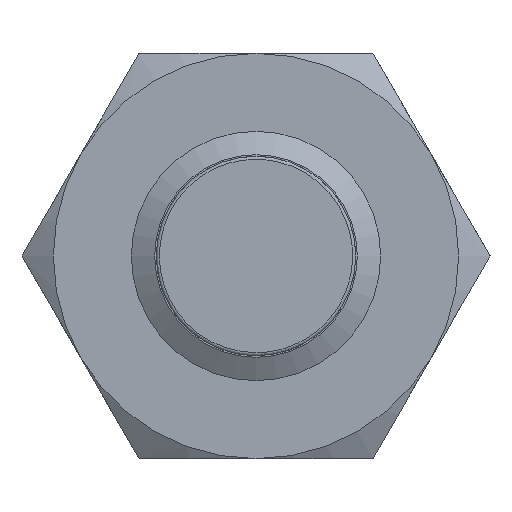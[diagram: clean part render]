
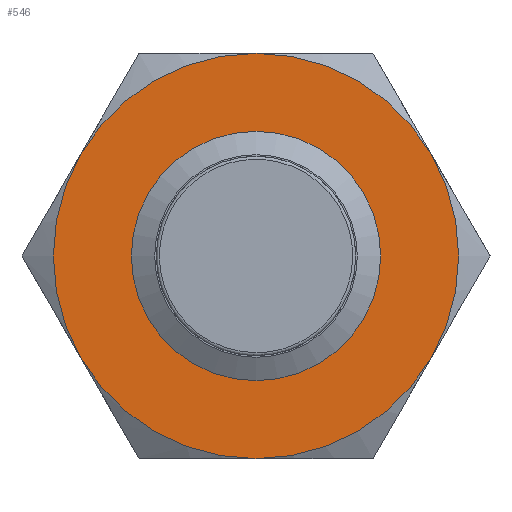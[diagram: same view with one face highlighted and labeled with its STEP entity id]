
A CAD part, left-side view. The second image highlights one B-rep face of the part: STEP entity #546.
In plain terms, the highlighted planar face has unit normal (-1, 0, 0).
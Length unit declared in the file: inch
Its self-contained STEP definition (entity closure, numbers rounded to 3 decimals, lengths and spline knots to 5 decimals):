
#5 = DIRECTION ( 'NONE',  ( 1., 0., 0. ) ) ;
#6 = DIRECTION ( 'NONE',  ( 1., 0., 0. ) ) ;
#73 = FACE_BOUND ( 'NONE', #1562, .T. ) ;
#105 = PLANE ( 'NONE',  #237 ) ;
#126 = AXIS2_PLACEMENT_3D ( 'NONE', #345, #6, #2272 ) ;
#142 = VERTEX_POINT ( 'NONE', #1063 ) ;
#189 = AXIS2_PLACEMENT_3D ( 'NONE', #568, #1266, #1805 ) ;
#203 = EDGE_CURVE ( 'NONE', #1013, #1263, #603, .T. ) ;
#237 = AXIS2_PLACEMENT_3D ( 'NONE', #420, #289, #471 ) ;
#239 = CARTESIAN_POINT ( 'NONE',  ( 0.35433, 0., 0. ) ) ;
#282 = ORIENTED_EDGE ( 'NONE', *, *, #203, .F. ) ;
#289 = DIRECTION ( 'NONE',  ( 1., 0., 0. ) ) ;
#345 = CARTESIAN_POINT ( 'NONE',  ( 0.35433, 0., 0. ) ) ;
#365 = DIRECTION ( 'NONE',  ( 1., 0., 0. ) ) ;
#370 = ORIENTED_EDGE ( 'NONE', *, *, #1010, .F. ) ;
#410 = CARTESIAN_POINT ( 'NONE',  ( 0.35433, -0.22162, 0.12795 ) ) ;
#420 = CARTESIAN_POINT ( 'NONE',  ( 0.35433, 0., 0. ) ) ;
#471 = DIRECTION ( 'NONE',  ( 0., 0., -1. ) ) ;
#487 = VERTEX_POINT ( 'NONE', #410 ) ;
#489 = EDGE_LOOP ( 'NONE', ( #1906, #687, #370, #1760, #821, #282 ) ) ;
#546 = ADVANCED_FACE ( 'NONE', ( #73, #945 ), #105, .F. ) ;
#568 = CARTESIAN_POINT ( 'NONE',  ( 0.35433, 0., 0. ) ) ;
#603 = CIRCLE ( 'NONE', #2187, 0.25591 ) ;
#687 = ORIENTED_EDGE ( 'NONE', *, *, #1586, .F. ) ;
#754 = CARTESIAN_POINT ( 'NONE',  ( 0.35433, 0.22162, -0.12795 ) ) ;
#780 = CIRCLE ( 'NONE', #1630, 0.25591 ) ;
#817 = CIRCLE ( 'NONE', #964, 0.15748 ) ;
#821 = ORIENTED_EDGE ( 'NONE', *, *, #2072, .F. ) ;
#841 = CARTESIAN_POINT ( 'NONE',  ( 0.35433, 0., 0.15748 ) ) ;
#860 = CIRCLE ( 'NONE', #1150, 0.25591 ) ;
#915 = ORIENTED_EDGE ( 'NONE', *, *, #1863, .F. ) ;
#942 = DIRECTION ( 'NONE',  ( 1., 0., 0. ) ) ;
#945 = FACE_OUTER_BOUND ( 'NONE', #489, .T. ) ;
#964 = AXIS2_PLACEMENT_3D ( 'NONE', #971, #1491, #1210 ) ;
#971 = CARTESIAN_POINT ( 'NONE',  ( 0.35433, 0., 0. ) ) ;
#1010 = EDGE_CURVE ( 'NONE', #487, #1959, #860, .T. ) ;
#1013 = VERTEX_POINT ( 'NONE', #754 ) ;
#1055 = DIRECTION ( 'NONE',  ( 0., 0., -1. ) ) ;
#1063 = CARTESIAN_POINT ( 'NONE',  ( 0.35433, 0., -0.25591 ) ) ;
#1112 = CIRCLE ( 'NONE', #126, 0.25591 ) ;
#1150 = AXIS2_PLACEMENT_3D ( 'NONE', #1801, #2140, #1305 ) ;
#1210 = DIRECTION ( 'NONE',  ( 0., 0., 1. ) ) ;
#1234 = EDGE_CURVE ( 'NONE', #142, #1013, #1112, .T. ) ;
#1247 = VERTEX_POINT ( 'NONE', #1388 ) ;
#1263 = VERTEX_POINT ( 'NONE', #1905 ) ;
#1266 = DIRECTION ( 'NONE',  ( 1., 0., 0. ) ) ;
#1305 = DIRECTION ( 'NONE',  ( 0., 0., -1. ) ) ;
#1349 = VERTEX_POINT ( 'NONE', #841 ) ;
#1388 = CARTESIAN_POINT ( 'NONE',  ( 0.35433, 0., 0.25591 ) ) ;
#1427 = DIRECTION ( 'NONE',  ( 0., 0., -1. ) ) ;
#1478 = CIRCLE ( 'NONE', #1953, 0.25591 ) ;
#1491 = DIRECTION ( 'NONE',  ( -1., 0., 0. ) ) ;
#1493 = DIRECTION ( 'NONE',  ( 0., 0., -1. ) ) ;
#1562 = EDGE_LOOP ( 'NONE', ( #915 ) ) ;
#1572 = CARTESIAN_POINT ( 'NONE',  ( 0.35433, -0.22162, -0.12795 ) ) ;
#1586 = EDGE_CURVE ( 'NONE', #1959, #142, #1628, .T. ) ;
#1605 = CARTESIAN_POINT ( 'NONE',  ( 0.35433, 0., 0. ) ) ;
#1628 = CIRCLE ( 'NONE', #189, 0.25591 ) ;
#1629 = EDGE_CURVE ( 'NONE', #1247, #487, #1478, .T. ) ;
#1630 = AXIS2_PLACEMENT_3D ( 'NONE', #1605, #5, #1427 ) ;
#1760 = ORIENTED_EDGE ( 'NONE', *, *, #1629, .F. ) ;
#1801 = CARTESIAN_POINT ( 'NONE',  ( 0.35433, 0., 0. ) ) ;
#1805 = DIRECTION ( 'NONE',  ( 0., 0., -1. ) ) ;
#1863 = EDGE_CURVE ( 'NONE', #1349, #1349, #817, .T. ) ;
#1905 = CARTESIAN_POINT ( 'NONE',  ( 0.35433, 0.22162, 0.12795 ) ) ;
#1906 = ORIENTED_EDGE ( 'NONE', *, *, #1234, .F. ) ;
#1936 = CARTESIAN_POINT ( 'NONE',  ( 0.35433, 0., 0. ) ) ;
#1953 = AXIS2_PLACEMENT_3D ( 'NONE', #1936, #365, #1055 ) ;
#1959 = VERTEX_POINT ( 'NONE', #1572 ) ;
#2072 = EDGE_CURVE ( 'NONE', #1263, #1247, #780, .T. ) ;
#2140 = DIRECTION ( 'NONE',  ( 1., 0., 0. ) ) ;
#2187 = AXIS2_PLACEMENT_3D ( 'NONE', #239, #942, #1493 ) ;
#2272 = DIRECTION ( 'NONE',  ( 0., 0., -1. ) ) ;
